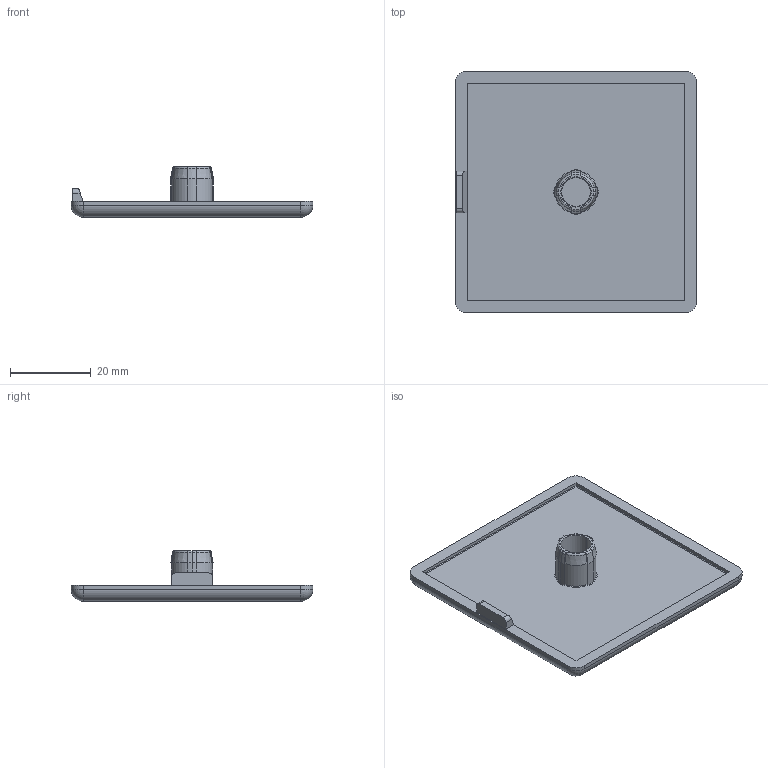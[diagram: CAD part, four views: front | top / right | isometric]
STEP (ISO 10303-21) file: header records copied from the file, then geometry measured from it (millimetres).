
FILE_DESCRIPTION(('STEP AP214'),'1');
FILE_NAME('fath_091021.stp','2017-05-01T06:13:43',('TraceParts'),('TraceParts S.A.'),'Spatial InterOp 3D',' ',' ');
FILE_SCHEMA(('automotive_design'));
Length unit declared in the file: millimetre
Products named in the file (1): fath_091021
Bounding box: 60 x 60 x 12.5 mm (x, y, z)
Volume: 11411.1 mm3; surface area: 8594.3 mm2
Topology: 1 solids, 1 shells, 96 faces, 235 edges, 140 vertices
Faces by surface type: cylinder 34, plane 26, torus 22, cone 10, sphere 4
Entity records: 3664 total; most frequent: CARTESIAN_POINT 694, ORIENTED_EDGE 462, DIRECTION 451, EDGE_CURVE 231, AXIS2_PLACEMENT_3D 177, VERTEX_POINT 140, EDGE_LOOP 99, STYLED_ITEM 97
